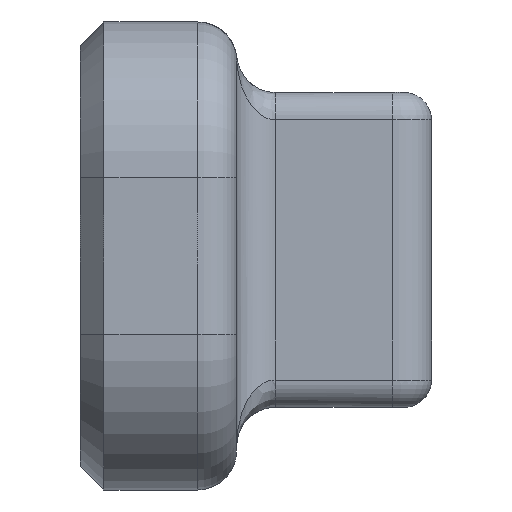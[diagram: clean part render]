
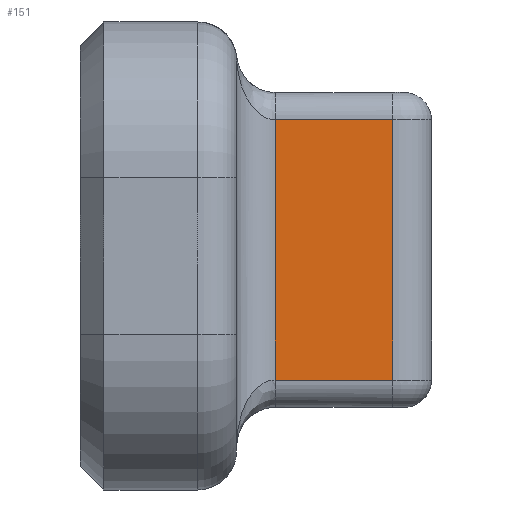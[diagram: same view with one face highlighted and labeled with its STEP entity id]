
A CAD part, left-side view. The second image highlights one B-rep face of the part: STEP entity #151.
In plain terms, the highlighted planar face has unit normal (-1, 0, 0).
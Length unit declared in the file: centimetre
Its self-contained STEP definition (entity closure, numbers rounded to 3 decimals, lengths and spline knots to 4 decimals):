
#19 = LINE ( 'NONE', #306, #403 ) ;
#99 = CARTESIAN_POINT ( 'NONE',  ( -2.5518, 0.9511, 0.4 ) ) ;
#127 = DIRECTION ( 'NONE',  ( 1., 0., 0. ) ) ;
#151 = ADVANCED_FACE ( 'NONE', ( #2814 ), #366, .F. ) ;
#306 = CARTESIAN_POINT ( 'NONE',  ( -2.5518, 0.9511, 0.25 ) ) ;
#366 = PLANE ( 'NONE',  #1472 ) ;
#403 = VECTOR ( 'NONE', #783, 100. ) ;
#421 = EDGE_CURVE ( 'NONE', #2077, #2111, #2155, .T. ) ;
#460 = ORIENTED_EDGE ( 'NONE', *, *, #3114, .T. ) ;
#492 = VECTOR ( 'NONE', #655, 100. ) ;
#519 = VERTEX_POINT ( 'NONE', #1688 ) ;
#639 = CARTESIAN_POINT ( 'NONE',  ( -2.5518, 0.9161, 0.4 ) ) ;
#655 = DIRECTION ( 'NONE',  ( 0., 1., 0. ) ) ;
#673 = DIRECTION ( 'NONE',  ( 0., 1., 0. ) ) ;
#677 = ORIENTED_EDGE ( 'NONE', *, *, #2126, .T. ) ;
#686 = CARTESIAN_POINT ( 'NONE',  ( -2.5518, 0.9511, 0.45 ) ) ;
#708 = VERTEX_POINT ( 'NONE', #2843 ) ;
#783 = DIRECTION ( 'NONE',  ( 0., -1., 0. ) ) ;
#820 = CARTESIAN_POINT ( 'NONE',  ( -2.5518, 0.9161, 0.25 ) ) ;
#1186 = CARTESIAN_POINT ( 'NONE',  ( -2.5518, 0.5824, 0.45 ) ) ;
#1242 = EDGE_LOOP ( 'NONE', ( #677, #2801, #2701, #460 ) ) ;
#1472 = AXIS2_PLACEMENT_3D ( 'NONE', #686, #127, #673 ) ;
#1688 = CARTESIAN_POINT ( 'NONE',  ( -2.5518, 0.5824, 0.4 ) ) ;
#1779 = VECTOR ( 'NONE', #2105, 100. ) ;
#1829 = VECTOR ( 'NONE', #1910, 100. ) ;
#1874 = CARTESIAN_POINT ( 'NONE',  ( -2.5518, 0.9161, 0.45 ) ) ;
#1910 = DIRECTION ( 'NONE',  ( 0., 0., -1. ) ) ;
#2077 = VERTEX_POINT ( 'NONE', #639 ) ;
#2105 = DIRECTION ( 'NONE',  ( 0., 0., 1. ) ) ;
#2111 = VERTEX_POINT ( 'NONE', #820 ) ;
#2126 = EDGE_CURVE ( 'NONE', #519, #2077, #2866, .T. ) ;
#2155 = LINE ( 'NONE', #1874, #1829 ) ;
#2584 = EDGE_CURVE ( 'NONE', #2111, #708, #19, .T. ) ;
#2589 = LINE ( 'NONE', #1186, #1779 ) ;
#2701 = ORIENTED_EDGE ( 'NONE', *, *, #2584, .T. ) ;
#2801 = ORIENTED_EDGE ( 'NONE', *, *, #421, .T. ) ;
#2814 = FACE_OUTER_BOUND ( 'NONE', #1242, .T. ) ;
#2843 = CARTESIAN_POINT ( 'NONE',  ( -2.5518, 0.5824, 0.25 ) ) ;
#2866 = LINE ( 'NONE', #99, #492 ) ;
#3114 = EDGE_CURVE ( 'NONE', #708, #519, #2589, .T. ) ;
